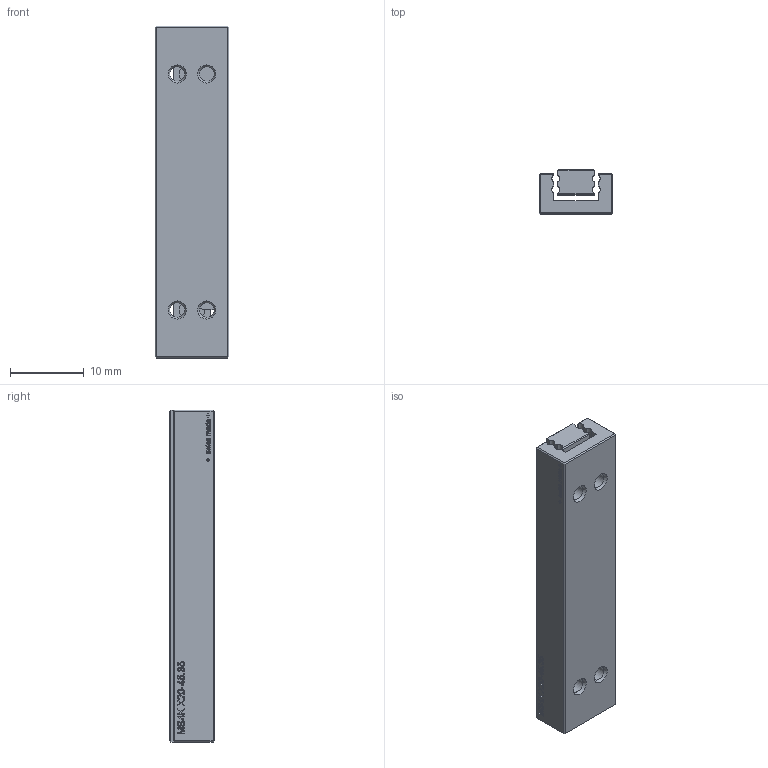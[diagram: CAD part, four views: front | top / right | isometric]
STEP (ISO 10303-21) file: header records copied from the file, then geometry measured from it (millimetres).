
FILE_DESCRIPTION(('FreeCAD Model'),'2;1');
FILE_NAME('MS4K X20-45.35.step', '2020-04-13T15:31:34',('Author'),(''), 'Open CASCADE STEP processor 6.8','FreeCAD','Unknown');
FILE_SCHEMA(('AUTOMOTIVE_DESIGN_CC2 { 1 2 10303 214 -1 1 5 4 }'));
Length unit declared in the file: millimetre
Products named in the file (3): ASSEMBLY; DP; TT
Assembly tree (2 placements, depth 2):
  ASSEMBLY
    DP
    TT
Bounding box: 10 x 6 x 45 mm (x, y, z)
Volume: 2099.9 mm3; surface area: 2745 mm2
Topology: 2 solids, 2 shells, 621 faces, 1716 edges, 1126 vertices
Faces by surface type: extrusion 312, plane 289, cylinder 16, cone 4
Full cylindrical faces by diameter (mm): 2 x6, 3.4 x2
Entity records: 42315 total; most frequent: CARTESIAN_POINT 10136, DIRECTION 4820, VECTOR 4104, LINE 3792, ORIENTED_EDGE 3424, PCURVE 3424, DEFINITIONAL_REPRESENTATION 3424, EDGE_CURVE 1712
